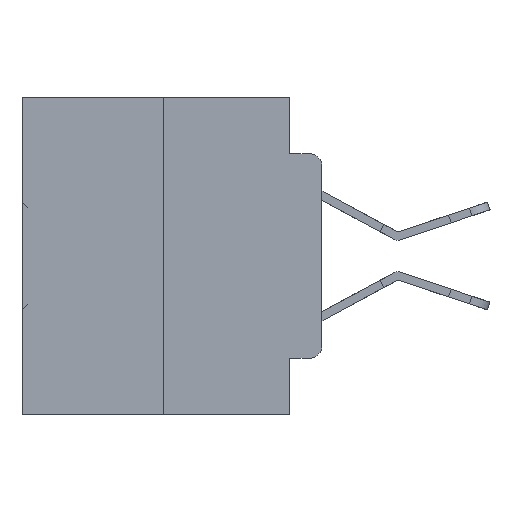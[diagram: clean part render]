
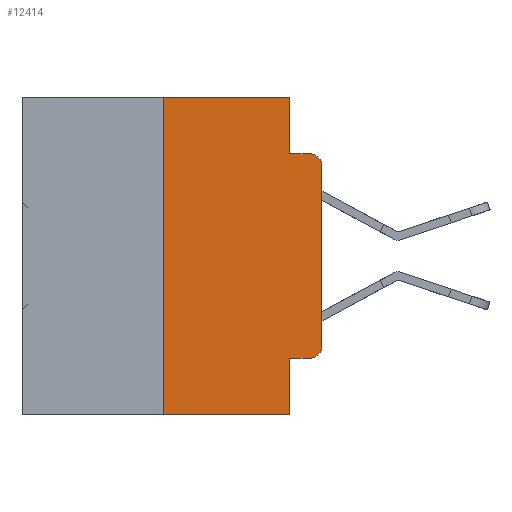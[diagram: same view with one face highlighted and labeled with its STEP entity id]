
A CAD part, left-side view. The second image highlights one B-rep face of the part: STEP entity #12414.
In plain terms, the highlighted planar face has unit normal (-1, 0, 0).
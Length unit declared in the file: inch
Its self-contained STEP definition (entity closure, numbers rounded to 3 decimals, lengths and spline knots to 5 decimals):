
#720 = VERTEX_POINT ( 'NONE', #25612 ) ;
#851 = DIRECTION ( 'NONE',  ( 0., 0., 1. ) ) ;
#1212 = LINE ( 'NONE', #10155, #22812 ) ;
#1394 = DIRECTION ( 'NONE',  ( 0., -1., 0. ) ) ;
#1627 = DIRECTION ( 'NONE',  ( -1., 0., 0. ) ) ;
#1844 = LINE ( 'NONE', #19888, #4416 ) ;
#2006 = CARTESIAN_POINT ( 'NONE',  ( 0., 0.473, -0.5 ) ) ;
#2903 = DIRECTION ( 'NONE',  ( 0., 0., -1. ) ) ;
#4416 = VECTOR ( 'NONE', #36818, 39.37008 ) ;
#4499 = DIRECTION ( 'NONE',  ( 0., 0., -1. ) ) ;
#4530 = ORIENTED_EDGE ( 'NONE', *, *, #11614, .F. ) ;
#4844 = LINE ( 'NONE', #2006, #11082 ) ;
#4922 = CARTESIAN_POINT ( 'NONE',  ( 0., 0., -0.1085 ) ) ;
#5094 = CARTESIAN_POINT ( 'NONE',  ( 0., 0.051, -0.4115 ) ) ;
#5684 = CARTESIAN_POINT ( 'NONE',  ( 0., 0., -0.3915 ) ) ;
#5924 = ORIENTED_EDGE ( 'NONE', *, *, #30611, .F. ) ;
#6561 = VERTEX_POINT ( 'NONE', #21417 ) ;
#6769 = CARTESIAN_POINT ( 'NONE',  ( 0., 0.02, -0.3915 ) ) ;
#7094 = CARTESIAN_POINT ( 'NONE',  ( 0., 0.051, -0.5 ) ) ;
#7381 = DIRECTION ( 'NONE',  ( 0., -1., 0. ) ) ;
#7759 = VERTEX_POINT ( 'NONE', #5684 ) ;
#8404 = CARTESIAN_POINT ( 'NONE',  ( 0., 0.02, -0.4115 ) ) ;
#8795 = CARTESIAN_POINT ( 'NONE',  ( 0., 0., 0. ) ) ;
#8798 = LINE ( 'NONE', #22458, #19067 ) ;
#10155 = CARTESIAN_POINT ( 'NONE',  ( 0., 0.25, 0. ) ) ;
#10563 = ORIENTED_EDGE ( 'NONE', *, *, #26819, .T. ) ;
#10591 = VERTEX_POINT ( 'NONE', #24121 ) ;
#11082 = VECTOR ( 'NONE', #24986, 39.37008 ) ;
#11154 = EDGE_CURVE ( 'NONE', #10591, #21790, #21965, .T. ) ;
#11433 = VECTOR ( 'NONE', #7381, 39.37008 ) ;
#11614 = EDGE_CURVE ( 'NONE', #6561, #720, #1212, .T. ) ;
#11998 = ORIENTED_EDGE ( 'NONE', *, *, #35475, .T. ) ;
#12173 = LINE ( 'NONE', #8795, #35568 ) ;
#12323 = CARTESIAN_POINT ( 'NONE',  ( 0., 0.051, -0.4115 ) ) ;
#12414 = ADVANCED_FACE ( 'NONE', ( #18223 ), #29820, .F. ) ;
#13931 = ORIENTED_EDGE ( 'NONE', *, *, #23571, .T. ) ;
#14498 = ORIENTED_EDGE ( 'NONE', *, *, #21138, .F. ) ;
#14551 = ORIENTED_EDGE ( 'NONE', *, *, #19786, .F. ) ;
#15252 = VERTEX_POINT ( 'NONE', #12323 ) ;
#15834 = ORIENTED_EDGE ( 'NONE', *, *, #17136, .T. ) ;
#15836 = EDGE_CURVE ( 'NONE', #21165, #7759, #23129, .T. ) ;
#16021 = LINE ( 'NONE', #27425, #22656 ) ;
#16447 = AXIS2_PLACEMENT_3D ( 'NONE', #6769, #1627, #36037 ) ;
#17136 = EDGE_CURVE ( 'NONE', #6561, #33863, #4844, .T. ) ;
#18223 = FACE_OUTER_BOUND ( 'NONE', #29752, .T. ) ;
#19067 = VECTOR ( 'NONE', #2903, 39.37008 ) ;
#19786 = EDGE_CURVE ( 'NONE', #720, #10591, #16021, .T. ) ;
#19888 = CARTESIAN_POINT ( 'NONE',  ( 0., 0.051, -0.0885 ) ) ;
#20061 = CARTESIAN_POINT ( 'NONE',  ( 0., 0.02, -0.0885 ) ) ;
#21138 = EDGE_CURVE ( 'NONE', #15252, #33863, #8798, .T. ) ;
#21165 = VERTEX_POINT ( 'NONE', #8404 ) ;
#21417 = CARTESIAN_POINT ( 'NONE',  ( 0., 0.25, -0.5 ) ) ;
#21545 = DIRECTION ( 'NONE',  ( -1., 0., 0. ) ) ;
#21790 = VERTEX_POINT ( 'NONE', #29245 ) ;
#21965 = LINE ( 'NONE', #33026, #30073 ) ;
#22193 = LINE ( 'NONE', #5094, #11433 ) ;
#22458 = CARTESIAN_POINT ( 'NONE',  ( 0., 0.051, 0. ) ) ;
#22656 = VECTOR ( 'NONE', #1394, 39.37008 ) ;
#22812 = VECTOR ( 'NONE', #851, 39.37008 ) ;
#23129 = CIRCLE ( 'NONE', #16447, 0.02 ) ;
#23571 = EDGE_CURVE ( 'NONE', #15252, #21165, #22193, .T. ) ;
#23777 = DIRECTION ( 'NONE',  ( 0., 0., 1. ) ) ;
#24121 = CARTESIAN_POINT ( 'NONE',  ( 0., 0.051, 0. ) ) ;
#24814 = DIRECTION ( 'NONE',  ( 0., 0., -1. ) ) ;
#24986 = DIRECTION ( 'NONE',  ( 0., -1., 0. ) ) ;
#25471 = CIRCLE ( 'NONE', #32176, 0.02 ) ;
#25612 = CARTESIAN_POINT ( 'NONE',  ( 0., 0.25, 0. ) ) ;
#26819 = EDGE_CURVE ( 'NONE', #28919, #29461, #25471, .T. ) ;
#27230 = CARTESIAN_POINT ( 'NONE',  ( 0., 0.02, -0.1085 ) ) ;
#27425 = CARTESIAN_POINT ( 'NONE',  ( 0., 0.473, 0. ) ) ;
#28000 = ORIENTED_EDGE ( 'NONE', *, *, #11154, .F. ) ;
#28051 = CARTESIAN_POINT ( 'NONE',  ( 0., 0.473, 0. ) ) ;
#28919 = VERTEX_POINT ( 'NONE', #4922 ) ;
#29245 = CARTESIAN_POINT ( 'NONE',  ( 0., 0.051, -0.0885 ) ) ;
#29461 = VERTEX_POINT ( 'NONE', #20061 ) ;
#29695 = DIRECTION ( 'NONE',  ( 0., 0., -1. ) ) ;
#29752 = EDGE_LOOP ( 'NONE', ( #11998, #10563, #5924, #28000, #14551, #4530, #15834, #14498, #13931, #33686 ) ) ;
#29820 = PLANE ( 'NONE',  #35585 ) ;
#30073 = VECTOR ( 'NONE', #4499, 39.37008 ) ;
#30531 = DIRECTION ( 'NONE',  ( 1., 0., 0. ) ) ;
#30611 = EDGE_CURVE ( 'NONE', #21790, #29461, #1844, .T. ) ;
#32176 = AXIS2_PLACEMENT_3D ( 'NONE', #27230, #21545, #29695 ) ;
#33026 = CARTESIAN_POINT ( 'NONE',  ( 0., 0.051, 0. ) ) ;
#33686 = ORIENTED_EDGE ( 'NONE', *, *, #15836, .T. ) ;
#33863 = VERTEX_POINT ( 'NONE', #7094 ) ;
#35475 = EDGE_CURVE ( 'NONE', #7759, #28919, #12173, .T. ) ;
#35568 = VECTOR ( 'NONE', #23777, 39.37008 ) ;
#35585 = AXIS2_PLACEMENT_3D ( 'NONE', #28051, #30531, #24814 ) ;
#36037 = DIRECTION ( 'NONE',  ( 0., 0., -1. ) ) ;
#36818 = DIRECTION ( 'NONE',  ( 0., -1., 0. ) ) ;
